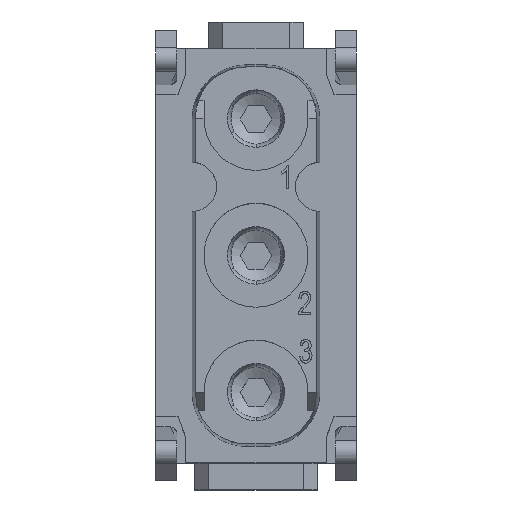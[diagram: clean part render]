
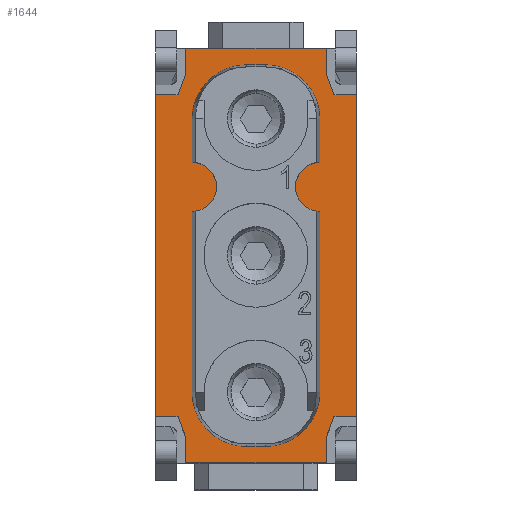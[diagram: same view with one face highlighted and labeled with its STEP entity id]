
A CAD part, top view. The second image highlights one B-rep face of the part: STEP entity #1644.
In plain terms, the highlighted planar face has unit normal (0, 0, 1).
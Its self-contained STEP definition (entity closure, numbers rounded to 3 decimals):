
#1644=ADVANCED_FACE('',(#2325,#2326),#2096,.T.);
#2096=PLANE('',#12830);
#2325=FACE_BOUND('',#2510,.T.);
#2326=FACE_BOUND('',#2511,.T.);
#2510=EDGE_LOOP('',(#3668,#3669,#3670,#3671,#3672,#3673,#3674,#3675,#3676,
#3677,#3678,#3679));
#2511=EDGE_LOOP('',(#3680,#3681,#3682,#3683,#3684,#3685,#3686,#3687,#3688,
#3689,#3690,#3691,#3692,#3693,#3694,#3695));
#3668=ORIENTED_EDGE('',*,*,#6867,.T.);
#3669=ORIENTED_EDGE('',*,*,#6940,.F.);
#3670=ORIENTED_EDGE('',*,*,#6941,.T.);
#3671=ORIENTED_EDGE('',*,*,#6833,.T.);
#3672=ORIENTED_EDGE('',*,*,#6861,.T.);
#3673=ORIENTED_EDGE('',*,*,#6836,.T.);
#3674=ORIENTED_EDGE('',*,*,#6942,.T.);
#3675=ORIENTED_EDGE('',*,*,#6943,.T.);
#3676=ORIENTED_EDGE('',*,*,#6864,.T.);
#3677=ORIENTED_EDGE('',*,*,#6944,.T.);
#3678=ORIENTED_EDGE('',*,*,#6859,.T.);
#3679=ORIENTED_EDGE('',*,*,#6945,.T.);
#3680=ORIENTED_EDGE('',*,*,#6946,.F.);
#3681=ORIENTED_EDGE('',*,*,#6947,.F.);
#3682=ORIENTED_EDGE('',*,*,#6948,.F.);
#3683=ORIENTED_EDGE('',*,*,#6741,.T.);
#3684=ORIENTED_EDGE('',*,*,#6949,.F.);
#3685=ORIENTED_EDGE('',*,*,#6950,.F.);
#3686=ORIENTED_EDGE('',*,*,#6951,.F.);
#3687=ORIENTED_EDGE('',*,*,#6922,.T.);
#3688=ORIENTED_EDGE('',*,*,#6952,.F.);
#3689=ORIENTED_EDGE('',*,*,#6953,.F.);
#3690=ORIENTED_EDGE('',*,*,#6954,.F.);
#3691=ORIENTED_EDGE('',*,*,#6905,.T.);
#3692=ORIENTED_EDGE('',*,*,#6955,.F.);
#3693=ORIENTED_EDGE('',*,*,#6956,.F.);
#3694=ORIENTED_EDGE('',*,*,#6957,.F.);
#3695=ORIENTED_EDGE('',*,*,#6937,.T.);
#5812=VERTEX_POINT('',#18079);
#5813=VERTEX_POINT('',#18081);
#5897=VERTEX_POINT('',#18398);
#5901=VERTEX_POINT('',#18412);
#5903=VERTEX_POINT('',#18418);
#5904=VERTEX_POINT('',#18420);
#5922=VERTEX_POINT('',#18481);
#5924=VERTEX_POINT('',#18485);
#5925=VERTEX_POINT('',#18492);
#5926=VERTEX_POINT('',#18494);
#5927=VERTEX_POINT('',#18498);
#5928=VERTEX_POINT('',#18500);
#5962=VERTEX_POINT('',#18574);
#5963=VERTEX_POINT('',#18576);
#5975=VERTEX_POINT('',#18606);
#5976=VERTEX_POINT('',#18608);
#5987=VERTEX_POINT('',#18634);
#5988=VERTEX_POINT('',#18636);
#5989=VERTEX_POINT('',#18641);
#5990=VERTEX_POINT('',#18644);
#5991=VERTEX_POINT('',#18649);
#5992=VERTEX_POINT('',#18651);
#5993=VERTEX_POINT('',#18654);
#5994=VERTEX_POINT('',#18656);
#5995=VERTEX_POINT('',#18659);
#5996=VERTEX_POINT('',#18661);
#5997=VERTEX_POINT('',#18664);
#5998=VERTEX_POINT('',#18666);
#6741=EDGE_CURVE('',#5813,#5812,#10037,.T.);
#6833=EDGE_CURVE('',#5897,#5901,#8412,.T.);
#6836=EDGE_CURVE('',#5904,#5903,#8413,.T.);
#6859=EDGE_CURVE('',#5922,#5924,#10132,.T.);
#6861=EDGE_CURVE('',#5901,#5904,#10134,.T.);
#6864=EDGE_CURVE('',#5925,#5926,#10136,.T.);
#6867=EDGE_CURVE('',#5927,#5928,#10138,.T.);
#6905=EDGE_CURVE('',#5963,#5962,#10171,.T.);
#6922=EDGE_CURVE('',#5976,#5975,#10187,.T.);
#6937=EDGE_CURVE('',#5988,#5987,#10202,.T.);
#6940=EDGE_CURVE('',#5989,#5928,#8421,.T.);
#6941=EDGE_CURVE('',#5989,#5897,#10205,.T.);
#6942=EDGE_CURVE('',#5903,#5990,#10206,.T.);
#6943=EDGE_CURVE('',#5990,#5925,#8422,.T.);
#6944=EDGE_CURVE('',#5926,#5922,#8423,.T.);
#6945=EDGE_CURVE('',#5924,#5927,#8424,.T.);
#6946=EDGE_CURVE('',#5991,#5987,#10207,.T.);
#6947=EDGE_CURVE('',#5992,#5991,#10208,.T.);
#6948=EDGE_CURVE('',#5813,#5992,#10209,.T.);
#6949=EDGE_CURVE('',#5993,#5812,#10210,.T.);
#6950=EDGE_CURVE('',#5994,#5993,#10211,.T.);
#6951=EDGE_CURVE('',#5976,#5994,#10212,.T.);
#6952=EDGE_CURVE('',#5995,#5975,#10213,.T.);
#6953=EDGE_CURVE('',#5996,#5995,#10214,.T.);
#6954=EDGE_CURVE('',#5963,#5996,#10215,.T.);
#6955=EDGE_CURVE('',#5997,#5962,#10216,.T.);
#6956=EDGE_CURVE('',#5998,#5997,#10217,.T.);
#6957=EDGE_CURVE('',#5988,#5998,#10218,.T.);
#8412=CIRCLE('',#12799,4.);
#8413=CIRCLE('',#12802,4.);
#8421=CIRCLE('',#12826,1.8);
#8422=CIRCLE('',#12827,1.8);
#8423=CIRCLE('',#12828,4.);
#8424=CIRCLE('',#12829,4.);
#10037=LINE('',#18080,#10942);
#10132=LINE('',#18486,#11037);
#10134=LINE('',#18489,#11039);
#10136=LINE('',#18495,#11041);
#10138=LINE('',#18501,#11043);
#10171=LINE('',#18575,#11076);
#10187=LINE('',#18607,#11092);
#10202=LINE('',#18635,#11107);
#10205=LINE('',#18642,#11110);
#10206=LINE('',#18643,#11111);
#10207=LINE('',#18648,#11112);
#10208=LINE('',#18650,#11113);
#10209=LINE('',#18652,#11114);
#10210=LINE('',#18653,#11115);
#10211=LINE('',#18655,#11116);
#10212=LINE('',#18657,#11117);
#10213=LINE('',#18658,#11118);
#10214=LINE('',#18660,#11119);
#10215=LINE('',#18662,#11120);
#10216=LINE('',#18663,#11121);
#10217=LINE('',#18665,#11122);
#10218=LINE('',#18667,#11123);
#10942=VECTOR('',#13899,1.);
#11037=VECTOR('',#14066,1.);
#11039=VECTOR('',#14070,1.);
#11041=VECTOR('',#14076,1.);
#11043=VECTOR('',#14082,1.);
#11076=VECTOR('',#14129,1.);
#11092=VECTOR('',#14151,1.);
#11107=VECTOR('',#14168,1.);
#11110=VECTOR('',#14175,1.);
#11111=VECTOR('',#14176,1.);
#11112=VECTOR('',#14183,1.);
#11113=VECTOR('',#14184,1.);
#11114=VECTOR('',#14185,1.);
#11115=VECTOR('',#14186,1.);
#11116=VECTOR('',#14187,1.);
#11117=VECTOR('',#14188,1.);
#11118=VECTOR('',#14189,1.);
#11119=VECTOR('',#14190,1.);
#11120=VECTOR('',#14191,1.);
#11121=VECTOR('',#14192,1.);
#11122=VECTOR('',#14193,1.);
#11123=VECTOR('',#14194,1.);
#12799=AXIS2_PLACEMENT_3D('',#18413,#14027,#14028);
#12802=AXIS2_PLACEMENT_3D('',#18419,#14034,#14035);
#12826=AXIS2_PLACEMENT_3D('',#18640,#14173,#14174);
#12827=AXIS2_PLACEMENT_3D('',#18645,#14177,#14178);
#12828=AXIS2_PLACEMENT_3D('',#18646,#14179,#14180);
#12829=AXIS2_PLACEMENT_3D('',#18647,#14181,#14182);
#12830=AXIS2_PLACEMENT_3D('',#18668,#14195,#14196);
#13899=DIRECTION('',(0.,-1.,0.));
#14027=DIRECTION('',(0.,0.,-1.));
#14028=DIRECTION('',(1.,0.,0.));
#14034=DIRECTION('',(0.,0.,-1.));
#14035=DIRECTION('',(1.,0.,0.));
#14066=DIRECTION('',(1.,0.,0.));
#14070=DIRECTION('',(-1.,0.,0.));
#14076=DIRECTION('',(0.,1.,0.));
#14082=DIRECTION('',(0.,-1.,0.));
#14129=DIRECTION('',(0.,1.,0.));
#14151=DIRECTION('',(1.,0.,0.));
#14168=DIRECTION('',(-1.,0.,0.));
#14173=DIRECTION('',(0.,0.,-1.));
#14174=DIRECTION('',(1.,0.,0.));
#14175=DIRECTION('',(0.,-1.,0.));
#14176=DIRECTION('',(0.,1.,0.));
#14177=DIRECTION('',(0.,0.,1.));
#14178=DIRECTION('',(1.,0.,0.));
#14179=DIRECTION('',(0.,0.,-1.));
#14180=DIRECTION('',(1.,0.,0.));
#14181=DIRECTION('',(0.,0.,-1.));
#14182=DIRECTION('',(1.,0.,0.));
#14183=DIRECTION('',(0.,1.,0.));
#14184=DIRECTION('',(0.342,0.94,0.));
#14185=DIRECTION('',(1.,0.,0.));
#14186=DIRECTION('',(-1.,0.,0.));
#14187=DIRECTION('',(-0.342,0.94,0.));
#14188=DIRECTION('',(0.,1.,0.));
#14189=DIRECTION('',(0.,-1.,0.));
#14190=DIRECTION('',(-0.342,-0.94,0.));
#14191=DIRECTION('',(-1.,0.,0.));
#14192=DIRECTION('',(1.,0.,0.));
#14193=DIRECTION('',(0.342,-0.94,0.));
#14194=DIRECTION('',(0.,-1.,0.));
#14195=DIRECTION('',(0.,0.,1.));
#14196=DIRECTION('',(1.,0.,0.));
#18079=CARTESIAN_POINT('',(-7.325,-11.75,17.55));
#18080=CARTESIAN_POINT('',(-7.325,15.15,17.55));
#18081=CARTESIAN_POINT('',(-7.325,11.75,17.55));
#18398=CARTESIAN_POINT('',(4.675,-9.95,17.55));
#18412=CARTESIAN_POINT('',(0.675,-13.95,17.55));
#18413=CARTESIAN_POINT('',(0.675,-9.95,17.55));
#18418=CARTESIAN_POINT('',(-4.675,-9.95,17.55));
#18419=CARTESIAN_POINT('',(-0.675,-9.95,17.55));
#18420=CARTESIAN_POINT('',(-0.675,-13.95,17.55));
#18481=CARTESIAN_POINT('',(-0.675,13.95,17.55));
#18485=CARTESIAN_POINT('',(0.675,13.95,17.55));
#18486=CARTESIAN_POINT('',(-0.675,13.95,17.55));
#18489=CARTESIAN_POINT('',(0.675,-13.95,17.55));
#18492=CARTESIAN_POINT('',(-4.675,6.8,17.55));
#18494=CARTESIAN_POINT('',(-4.675,9.95,17.55));
#18495=CARTESIAN_POINT('',(-4.675,-9.95,17.55));
#18498=CARTESIAN_POINT('',(4.675,9.95,17.55));
#18500=CARTESIAN_POINT('',(4.675,6.8,17.55));
#18501=CARTESIAN_POINT('',(4.675,9.95,17.55));
#18574=CARTESIAN_POINT('',(7.325,11.75,17.55));
#18575=CARTESIAN_POINT('',(7.325,-15.15,17.55));
#18576=CARTESIAN_POINT('',(7.325,-11.75,17.55));
#18606=CARTESIAN_POINT('',(5.15,-15.15,17.55));
#18607=CARTESIAN_POINT('',(-7.325,-15.15,17.55));
#18608=CARTESIAN_POINT('',(-5.15,-15.15,17.55));
#18634=CARTESIAN_POINT('',(-5.15,15.15,17.55));
#18635=CARTESIAN_POINT('',(7.325,15.15,17.55));
#18636=CARTESIAN_POINT('',(5.15,15.15,17.55));
#18640=CARTESIAN_POINT('',(4.675,5.,17.55));
#18641=CARTESIAN_POINT('',(4.675,3.2,17.55));
#18642=CARTESIAN_POINT('',(4.675,9.95,17.55));
#18643=CARTESIAN_POINT('',(-4.675,-9.95,17.55));
#18644=CARTESIAN_POINT('',(-4.675,3.2,17.55));
#18645=CARTESIAN_POINT('',(-4.675,5.,17.55));
#18646=CARTESIAN_POINT('',(-0.675,9.95,17.55));
#18647=CARTESIAN_POINT('',(0.675,9.95,17.55));
#18648=CARTESIAN_POINT('',(-5.15,0.,17.55));
#18649=CARTESIAN_POINT('',(-5.15,13.261,17.55));
#18650=CARTESIAN_POINT('',(-8.81,3.206,17.55));
#18651=CARTESIAN_POINT('',(-5.7,11.75,17.55));
#18652=CARTESIAN_POINT('',(0.,11.75,17.55));
#18653=CARTESIAN_POINT('',(0.,-11.75,17.55));
#18654=CARTESIAN_POINT('',(-5.7,-11.75,17.55));
#18655=CARTESIAN_POINT('',(-8.81,-3.206,17.55));
#18656=CARTESIAN_POINT('',(-5.15,-13.261,17.55));
#18657=CARTESIAN_POINT('',(-5.15,0.,17.55));
#18658=CARTESIAN_POINT('',(5.15,0.,17.55));
#18659=CARTESIAN_POINT('',(5.15,-13.261,17.55));
#18660=CARTESIAN_POINT('',(8.81,-3.206,17.55));
#18661=CARTESIAN_POINT('',(5.7,-11.75,17.55));
#18662=CARTESIAN_POINT('',(0.,-11.75,17.55));
#18663=CARTESIAN_POINT('',(0.,11.75,17.55));
#18664=CARTESIAN_POINT('',(5.7,11.75,17.55));
#18665=CARTESIAN_POINT('',(8.81,3.206,17.55));
#18666=CARTESIAN_POINT('',(5.15,13.261,17.55));
#18667=CARTESIAN_POINT('',(5.15,0.,17.55));
#18668=CARTESIAN_POINT('',(0.,0.,17.55));
